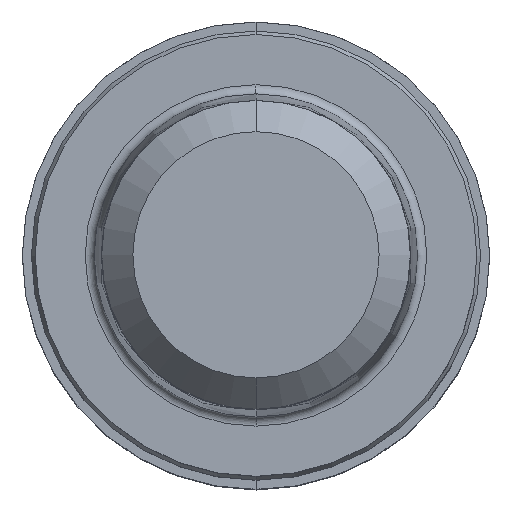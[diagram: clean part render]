
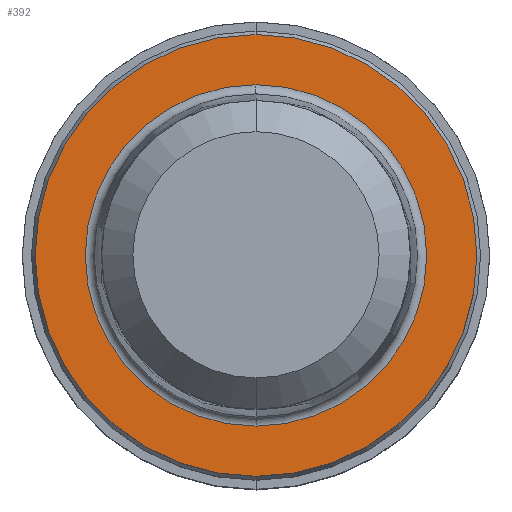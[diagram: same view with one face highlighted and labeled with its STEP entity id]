
A CAD part, top view. The second image highlights one B-rep face of the part: STEP entity #392.
In plain terms, the highlighted planar face has unit normal (0, 0, 1).
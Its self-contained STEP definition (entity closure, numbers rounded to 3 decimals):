
#190=EDGE_CURVE('',#262,#248,#496,.T.);
#244=EDGE_CURVE('',#330,#282,#557,.T.);
#248=VERTEX_POINT('',#563);
#262=VERTEX_POINT('',#578);
#274=EDGE_CURVE('',#248,#262,#590,.T.);
#282=VERTEX_POINT('',#600);
#330=VERTEX_POINT('',#654);
#392=ADVANCED_FACE('',(#727,#728),#729,.T.);
#430=EDGE_CURVE('',#282,#330,#773,.T.);
#496=CIRCLE('',#837,9.275);
#557=CIRCLE('',#917,12.0);
#563=CARTESIAN_POINT('',(0.0,9.275,0.01));
#578=CARTESIAN_POINT('',(0.,-9.275,0.01));
#590=CIRCLE('',#961,9.275);
#600=CARTESIAN_POINT('',(0.0,12.0,0.01));
#654=CARTESIAN_POINT('',(0.,-12.0,0.01));
#727=FACE_OUTER_BOUND('',#1122,.T.);
#728=FACE_BOUND('',#1123,.T.);
#729=PLANE('',#1124);
#773=CIRCLE('',#1183,12.0);
#837=AXIS2_PLACEMENT_3D('',#1247,#1248,#1249);
#917=AXIS2_PLACEMENT_3D('',#1312,#1313,#1314);
#961=AXIS2_PLACEMENT_3D('',#1356,#1357,#1358);
#1122=EDGE_LOOP('',(#1549,#1550));
#1123=EDGE_LOOP('',(#1551,#1552));
#1124=AXIS2_PLACEMENT_3D('',#1553,#1554,#1555);
#1183=AXIS2_PLACEMENT_3D('',#1625,#1626,#1627);
#1247=CARTESIAN_POINT('',(0.0,0.0,0.01));
#1248=DIRECTION('',(0.0,0.0,-1.0));
#1249=DIRECTION('',(0.0,1.0,0.0));
#1312=CARTESIAN_POINT('',(0.0,0.0,0.01));
#1313=DIRECTION('',(0.0,0.0,-1.0));
#1314=DIRECTION('',(0.0,1.0,0.0));
#1356=CARTESIAN_POINT('',(0.0,0.0,0.01));
#1357=DIRECTION('',(0.0,0.0,-1.0));
#1358=DIRECTION('',(0.0,1.0,0.0));
#1549=ORIENTED_EDGE('',*,*,#430,.F.);
#1550=ORIENTED_EDGE('',*,*,#244,.F.);
#1551=ORIENTED_EDGE('',*,*,#274,.T.);
#1552=ORIENTED_EDGE('',*,*,#190,.T.);
#1553=CARTESIAN_POINT('',(0.0,6.0,0.01));
#1554=DIRECTION('',(-0.0,0.0,1.0));
#1555=DIRECTION('',(0.0,-1.0,0.0));
#1625=CARTESIAN_POINT('',(0.0,0.0,0.01));
#1626=DIRECTION('',(0.0,0.0,-1.0));
#1627=DIRECTION('',(0.0,1.0,0.0));
